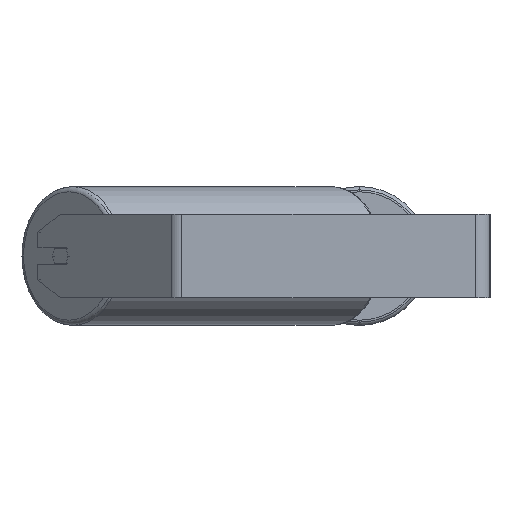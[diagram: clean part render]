
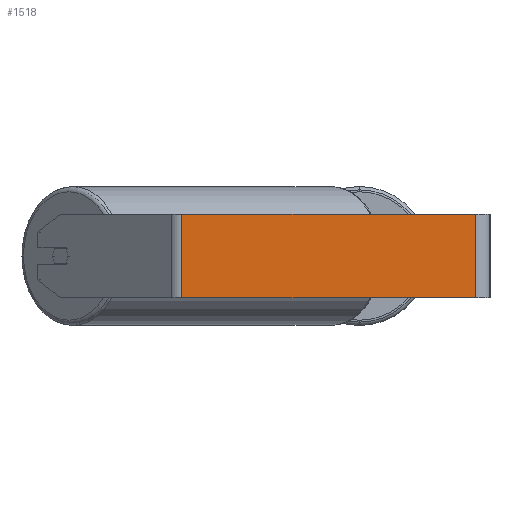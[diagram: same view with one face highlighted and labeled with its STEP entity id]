
A CAD part, left-side view. The second image highlights one B-rep face of the part: STEP entity #1518.
In plain terms, the highlighted planar face has unit normal (-1, 0, 0).
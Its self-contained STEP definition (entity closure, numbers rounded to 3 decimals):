
#77 = ORIENTED_EDGE ( 'NONE', *, *, #6453, .F. ) ;
#404 = CARTESIAN_POINT ( 'NONE',  ( -605., 300.958, -40. ) ) ;
#1341 = VECTOR ( 'NONE', #5814, 1000. ) ;
#1518 = ADVANCED_FACE ( 'NONE', ( #6924 ), #8254, .F. ) ;
#1783 = CARTESIAN_POINT ( 'NONE',  ( -605., 300.958, 40. ) ) ;
#2488 = EDGE_CURVE ( 'NONE', #4421, #4113, #8402, .T. ) ;
#3077 = ORIENTED_EDGE ( 'NONE', *, *, #4820, .T. ) ;
#3150 = DIRECTION ( 'NONE',  ( 0., -1., 0. ) ) ;
#3442 = VERTEX_POINT ( 'NONE', #6156 ) ;
#3443 = VECTOR ( 'NONE', #5579, 1000. ) ;
#3584 = CARTESIAN_POINT ( 'NONE',  ( -605., 14., 40. ) ) ;
#3753 = LINE ( 'NONE', #404, #3443 ) ;
#4113 = VERTEX_POINT ( 'NONE', #4644 ) ;
#4421 = VERTEX_POINT ( 'NONE', #3584 ) ;
#4644 = CARTESIAN_POINT ( 'NONE',  ( -605., 14., -40. ) ) ;
#4800 = VERTEX_POINT ( 'NONE', #7785 ) ;
#4820 = EDGE_CURVE ( 'NONE', #3442, #4113, #3753, .T. ) ;
#4825 = CARTESIAN_POINT ( 'NONE',  ( -605., 300.958, 40. ) ) ;
#5105 = EDGE_LOOP ( 'NONE', ( #3077, #6020, #77, #5234 ) ) ;
#5234 = ORIENTED_EDGE ( 'NONE', *, *, #6832, .T. ) ;
#5459 = DIRECTION ( 'NONE',  ( 1., 0., 0. ) ) ;
#5579 = DIRECTION ( 'NONE',  ( 0., -1., 0. ) ) ;
#5726 = CARTESIAN_POINT ( 'NONE',  ( -605., 295.159, 40. ) ) ;
#5814 = DIRECTION ( 'NONE',  ( 0., 0., -1. ) ) ;
#6020 = ORIENTED_EDGE ( 'NONE', *, *, #2488, .F. ) ;
#6156 = CARTESIAN_POINT ( 'NONE',  ( -605., 295.159, -40. ) ) ;
#6453 = EDGE_CURVE ( 'NONE', #4800, #4421, #7769, .T. ) ;
#6459 = VECTOR ( 'NONE', #3150, 1000. ) ;
#6689 = VECTOR ( 'NONE', #7029, 1000. ) ;
#6832 = EDGE_CURVE ( 'NONE', #4800, #3442, #7010, .T. ) ;
#6924 = FACE_OUTER_BOUND ( 'NONE', #5105, .T. ) ;
#7010 = LINE ( 'NONE', #5726, #1341 ) ;
#7029 = DIRECTION ( 'NONE',  ( 0., 0., -1. ) ) ;
#7537 = DIRECTION ( 'NONE',  ( 0., 0., -1. ) ) ;
#7769 = LINE ( 'NONE', #1783, #6459 ) ;
#7785 = CARTESIAN_POINT ( 'NONE',  ( -605., 295.159, 40. ) ) ;
#8231 = AXIS2_PLACEMENT_3D ( 'NONE', #4825, #5459, #7537 ) ;
#8254 = PLANE ( 'NONE',  #8231 ) ;
#8402 = LINE ( 'NONE', #8449, #6689 ) ;
#8449 = CARTESIAN_POINT ( 'NONE',  ( -605., 14., 40. ) ) ;
